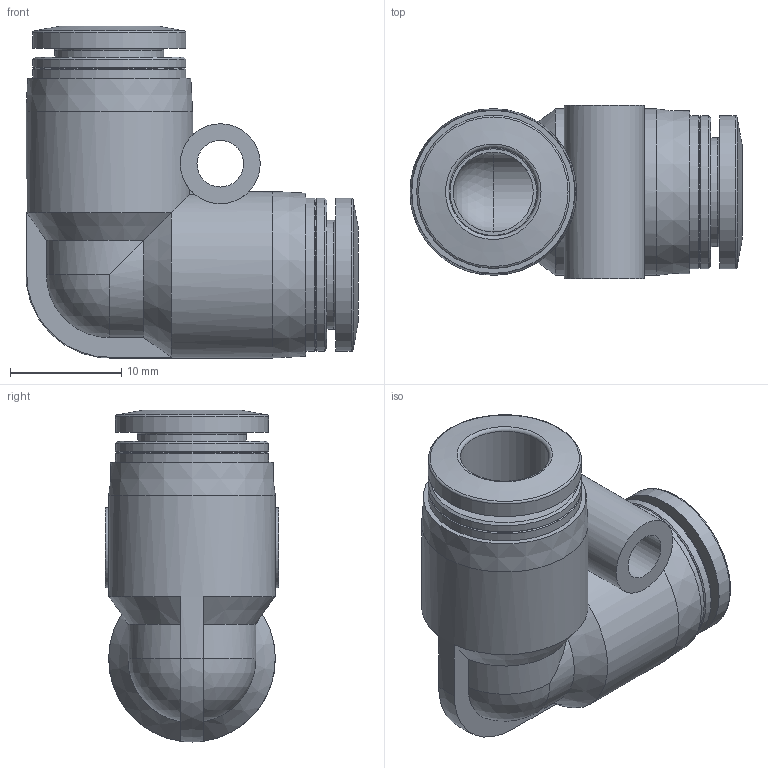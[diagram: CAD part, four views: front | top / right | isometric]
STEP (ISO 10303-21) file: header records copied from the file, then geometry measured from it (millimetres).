
FILE_DESCRIPTION(/* description */ ('STEP AP214'),/* implementation_level */ '2;1');
FILE_NAME(/* name */ '133107_NPQP-L-Q8-E-FD-P10',/* time_stamp */ '2024-09-13T07:31:52+02:00',/* author */ ('License CC BY-ND 4.0'),/* organization */ ('CADENAS'),/* preprocessor_version */ 'ST-DEVELOPER v19.3',/* originating_system */ 'PARTsolutions',/* authorisation */ ' ');
FILE_SCHEMA (('AUTOMOTIVE_DESIGN {1 0 10303 214 3 1 1}'));
Length unit declared in the file: millimetre
Products named in the file (1): 133107 NPQP-L-Q8-E-FD-P10
Bounding box: 29.9 x 15.6 x 29.9 mm (x, y, z)
Volume: 5009.2 mm3; surface area: 4048.5 mm2
Topology: 1 solids, 1 shells, 60 faces, 129 edges, 77 vertices
Faces by surface type: cylinder 20, cone 14, plane 14, torus 8, sphere 4
Full cylindrical faces by diameter (mm): 4.2 x1, 7.2 x3, 8 x2, 9.8 x2, 13.8 x6, 15 x2
Entity records: 1478 total; most frequent: DIRECTION 272, CARTESIAN_POINT 272, ORIENTED_EDGE 178, AXIS2_PLACEMENT_3D 130, EDGE_LOOP 105, FACE_BOUND 105, EDGE_CURVE 89, VERTEX_POINT 72
